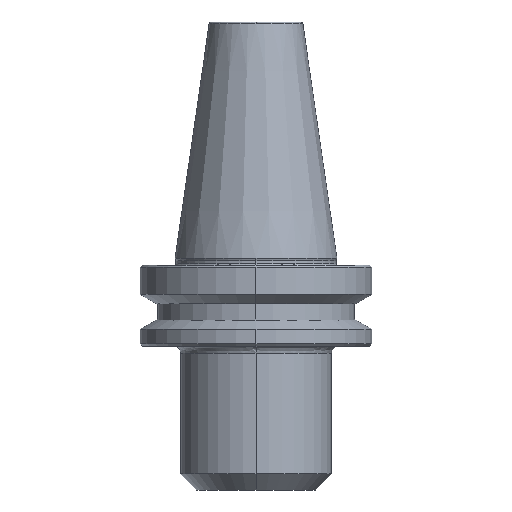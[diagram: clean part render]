
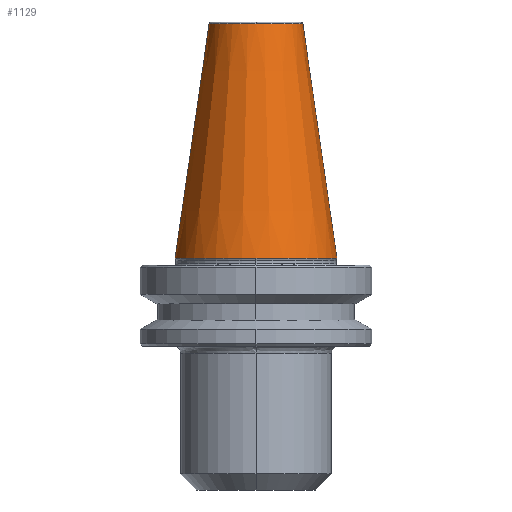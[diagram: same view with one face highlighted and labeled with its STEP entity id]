
A CAD part, left-side view. The second image highlights one B-rep face of the part: STEP entity #1129.
In plain terms, the highlighted conical face has half-angle 8.297 degrees and reference radius 34.925 mm.
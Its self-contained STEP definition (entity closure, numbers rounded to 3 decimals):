
#30 = DIRECTION ( 'NONE',  ( -1., 0., 0. ) ) ;
#43 = DIRECTION ( 'NONE',  ( 0., 0., 1. ) ) ;
#56 = FACE_OUTER_BOUND ( 'NONE', #847, .T. ) ;
#59 = VERTEX_POINT ( 'NONE', #725 ) ;
#89 = VECTOR ( 'NONE', #1359, 1000. ) ;
#101 = AXIS2_PLACEMENT_3D ( 'NONE', #757, #103, #860 ) ;
#102 = ORIENTED_EDGE ( 'NONE', *, *, #535, .T. ) ;
#103 = DIRECTION ( 'NONE',  ( 0., 0., -1. ) ) ;
#148 = ORIENTED_EDGE ( 'NONE', *, *, #543, .T. ) ;
#191 = DIRECTION ( 'NONE',  ( 0., 0., 1. ) ) ;
#213 = DIRECTION ( 'NONE',  ( 0., 0., -1. ) ) ;
#220 = CARTESIAN_POINT ( 'NONE',  ( 0., -34.925, 0. ) ) ;
#249 = CIRCLE ( 'NONE', #1277, 34.925 ) ;
#262 = VERTEX_POINT ( 'NONE', #1058 ) ;
#287 = CIRCLE ( 'NONE', #101, 20.204 ) ;
#292 = CARTESIAN_POINT ( 'NONE',  ( 0., 20.204, 100.944 ) ) ;
#334 = ORIENTED_EDGE ( 'NONE', *, *, #623, .T. ) ;
#353 = AXIS2_PLACEMENT_3D ( 'NONE', #530, #213, #30 ) ;
#362 = CIRCLE ( 'NONE', #353, 20.204 ) ;
#419 = DIRECTION ( 'NONE',  ( 0., 0., -1. ) ) ;
#427 = VERTEX_POINT ( 'NONE', #292 ) ;
#432 = EDGE_CURVE ( 'NONE', #958, #427, #362, .T. ) ;
#528 = VERTEX_POINT ( 'NONE', #220 ) ;
#530 = CARTESIAN_POINT ( 'NONE',  ( 0., 0., 100.944 ) ) ;
#535 = EDGE_CURVE ( 'NONE', #262, #958, #287, .T. ) ;
#543 = EDGE_CURVE ( 'NONE', #427, #59, #718, .T. ) ;
#582 = LINE ( 'NONE', #645, #794 ) ;
#623 = EDGE_CURVE ( 'NONE', #59, #1138, #249, .T. ) ;
#645 = CARTESIAN_POINT ( 'NONE',  ( 0., -34.925, 0. ) ) ;
#706 = CARTESIAN_POINT ( 'NONE',  ( 0., 0., 0. ) ) ;
#718 = LINE ( 'NONE', #1245, #89 ) ;
#721 = EDGE_CURVE ( 'NONE', #1138, #528, #1157, .T. ) ;
#725 = CARTESIAN_POINT ( 'NONE',  ( 0., 34.925, 0. ) ) ;
#739 = CARTESIAN_POINT ( 'NONE',  ( -34.925, 0., 0. ) ) ;
#757 = CARTESIAN_POINT ( 'NONE',  ( 0., 0., 100.944 ) ) ;
#767 = AXIS2_PLACEMENT_3D ( 'NONE', #1034, #419, #836 ) ;
#794 = VECTOR ( 'NONE', #947, 1000. ) ;
#811 = DIRECTION ( 'NONE',  ( -1., 0., 0. ) ) ;
#829 = CARTESIAN_POINT ( 'NONE',  ( 0., 0., 0. ) ) ;
#836 = DIRECTION ( 'NONE',  ( 0., 1., 0. ) ) ;
#847 = EDGE_LOOP ( 'NONE', ( #991, #102, #932, #148, #334, #1081 ) ) ;
#860 = DIRECTION ( 'NONE',  ( -1., 0., 0. ) ) ;
#931 = DIRECTION ( 'NONE',  ( -1., 0., 0. ) ) ;
#932 = ORIENTED_EDGE ( 'NONE', *, *, #432, .T. ) ;
#947 = DIRECTION ( 'NONE',  ( 0., -0.144, -0.99 ) ) ;
#958 = VERTEX_POINT ( 'NONE', #980 ) ;
#980 = CARTESIAN_POINT ( 'NONE',  ( -20.204, 0., 100.944 ) ) ;
#991 = ORIENTED_EDGE ( 'NONE', *, *, #1196, .F. ) ;
#1034 = CARTESIAN_POINT ( 'NONE',  ( 0., 0., 0. ) ) ;
#1058 = CARTESIAN_POINT ( 'NONE',  ( 0., -20.204, 100.944 ) ) ;
#1081 = ORIENTED_EDGE ( 'NONE', *, *, #721, .T. ) ;
#1129 = ADVANCED_FACE ( 'NONE', ( #56 ), #1357, .T. ) ;
#1138 = VERTEX_POINT ( 'NONE', #739 ) ;
#1145 = AXIS2_PLACEMENT_3D ( 'NONE', #829, #191, #931 ) ;
#1157 = CIRCLE ( 'NONE', #1145, 34.925 ) ;
#1196 = EDGE_CURVE ( 'NONE', #262, #528, #582, .T. ) ;
#1245 = CARTESIAN_POINT ( 'NONE',  ( 0., 34.925, 0. ) ) ;
#1277 = AXIS2_PLACEMENT_3D ( 'NONE', #706, #43, #811 ) ;
#1357 = CONICAL_SURFACE ( 'NONE', #767, 34.925, 0.145 ) ;
#1359 = DIRECTION ( 'NONE',  ( 0., 0.144, -0.99 ) ) ;
